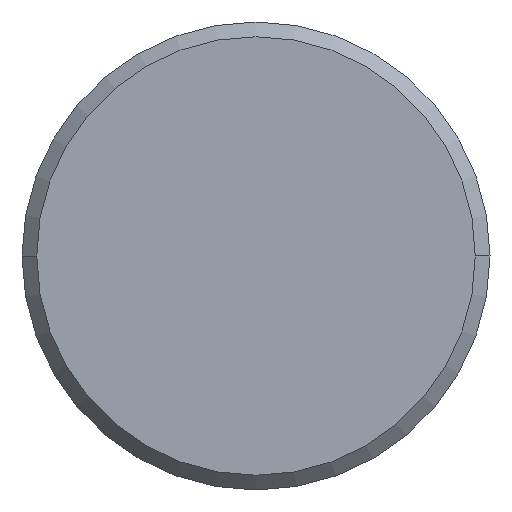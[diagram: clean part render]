
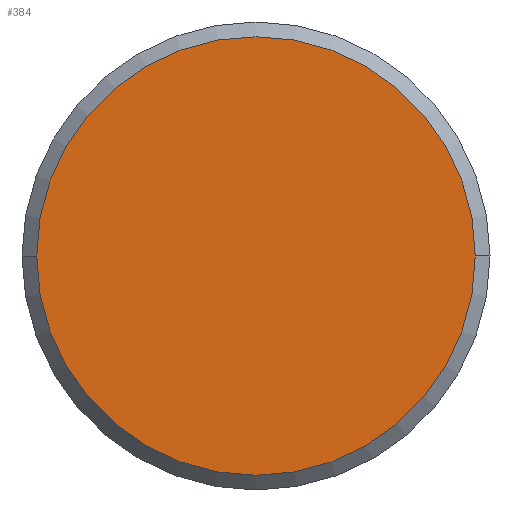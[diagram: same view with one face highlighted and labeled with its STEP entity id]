
A CAD part, left-side view. The second image highlights one B-rep face of the part: STEP entity #384.
In plain terms, the highlighted planar face has unit normal (-1, 0, 0).
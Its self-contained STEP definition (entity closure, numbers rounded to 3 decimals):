
#18 = ORIENTED_EDGE ( 'NONE', *, *, #260, .F. ) ;
#29 = CARTESIAN_POINT ( 'NONE',  ( -43.45, 4.462, 0. ) ) ;
#34 = DIRECTION ( 'NONE',  ( 1., 0., 0. ) ) ;
#52 = VERTEX_POINT ( 'NONE', #85 ) ;
#82 = EDGE_LOOP ( 'NONE', ( #18, #134 ) ) ;
#85 = CARTESIAN_POINT ( 'NONE',  ( -43.45, -4.463, 0. ) ) ;
#102 = CIRCLE ( 'NONE', #408, 4.463 ) ;
#132 = DIRECTION ( 'NONE',  ( 1., 0., 0. ) ) ;
#134 = ORIENTED_EDGE ( 'NONE', *, *, #290, .F. ) ;
#135 = PLANE ( 'NONE',  #299 ) ;
#170 = AXIS2_PLACEMENT_3D ( 'NONE', #320, #132, #356 ) ;
#186 = VERTEX_POINT ( 'NONE', #29 ) ;
#197 = DIRECTION ( 'NONE',  ( 0., -1., 0. ) ) ;
#222 = CARTESIAN_POINT ( 'NONE',  ( -43.45, 0., 0. ) ) ;
#234 = FACE_OUTER_BOUND ( 'NONE', #82, .T. ) ;
#254 = DIRECTION ( 'NONE',  ( 0., 1., 0. ) ) ;
#260 = EDGE_CURVE ( 'NONE', #186, #52, #102, .T. ) ;
#290 = EDGE_CURVE ( 'NONE', #52, #186, #357, .T. ) ;
#299 = AXIS2_PLACEMENT_3D ( 'NONE', #360, #395, #197 ) ;
#320 = CARTESIAN_POINT ( 'NONE',  ( -43.45, 0., 0. ) ) ;
#356 = DIRECTION ( 'NONE',  ( 0., 1., 0. ) ) ;
#357 = CIRCLE ( 'NONE', #170, 4.463 ) ;
#360 = CARTESIAN_POINT ( 'NONE',  ( -43.45, 0., 0. ) ) ;
#384 = ADVANCED_FACE ( 'NONE', ( #234 ), #135, .T. ) ;
#395 = DIRECTION ( 'NONE',  ( -1., 0., 0. ) ) ;
#408 = AXIS2_PLACEMENT_3D ( 'NONE', #222, #34, #254 ) ;
